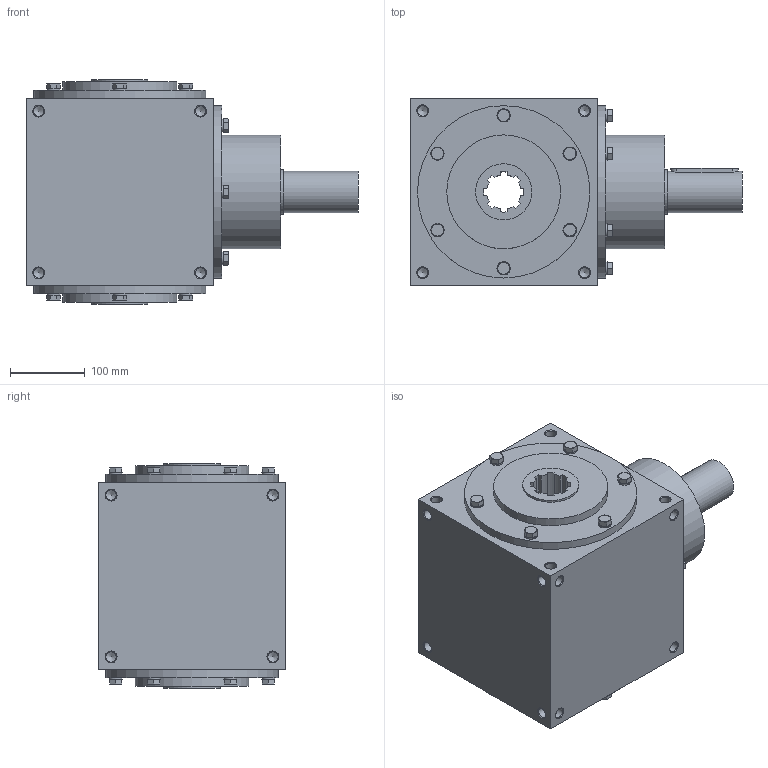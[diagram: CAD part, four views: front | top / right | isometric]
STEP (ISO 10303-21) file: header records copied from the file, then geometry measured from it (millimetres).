
FILE_DESCRIPTION( ( 'STEP AP214' ), ' ' );
FILE_NAME( 'RB250_C2_R.1_1.5.stp', '2017-10-01T13:51:25', ( '' ), ( '' ), ' ', 'PARTsolutions', ' ' );
FILE_SCHEMA( ( 'AUTOMOTIVE_DESIGN { 1 0 10303 214 1 1 1 1 }' ) );
Length unit declared in the file: millimetre
Products named in the file (4): RB250_C2_R.1/1.5; _RB2502-case; _RC250-shaft; _RC_RR250-screw
Assembly tree (20 placements, depth 2):
  RB250_C2_R.1/1.5
    _RB2502-case
    _RC250-shaft
    _RC_RR250-screw  x18
Bounding box: 443 x 250 x 300 mm (x, y, z)
Volume: 18068347.5 mm3; surface area: 622560.1 mm2
Topology: 20 solids, 20 shells, 686 faces, 1628 edges, 963 vertices
Faces by surface type: plane 415, cone 158, cylinder 113
Full cylindrical faces by diameter (mm): 10.106 x1, 13.835 x48, 17.5 x18, 55 x1, 60 x2, 67 x1, 75 x2, 152 x3, 230 x3
Entity records: 8556 total; most frequent: CARTESIAN_POINT 1235, DIRECTION 1228, ORIENTED_EDGE 932, AXIS2_PLACEMENT_3D 528, EDGE_CURVE 466, VERTEX_POINT 363, EDGE_LOOP 354, FACE_OUTER_BOUND 289
